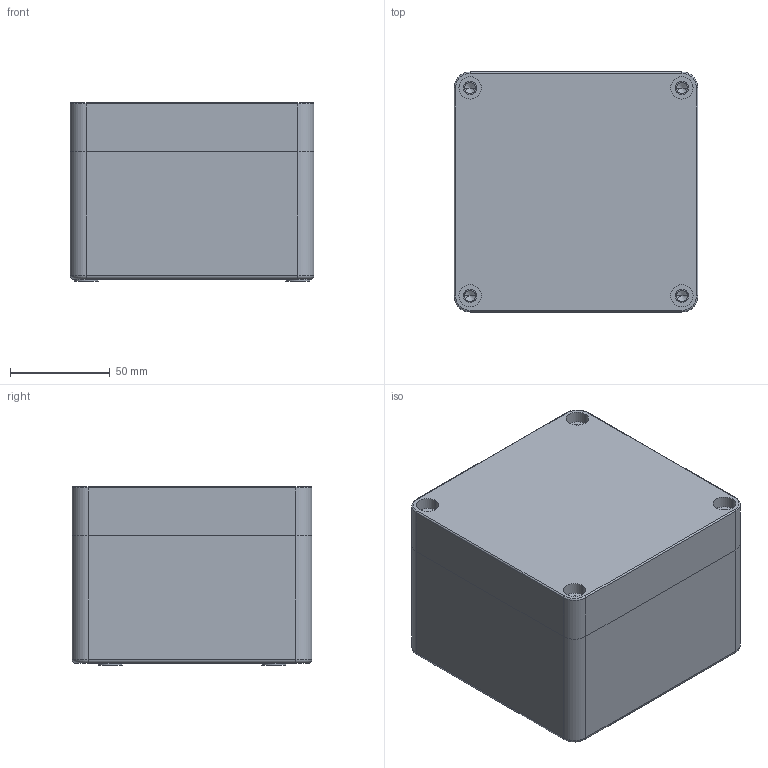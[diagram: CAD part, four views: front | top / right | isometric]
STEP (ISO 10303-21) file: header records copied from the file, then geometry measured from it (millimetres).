
FILE_DESCRIPTION((''),'2;1');
FILE_NAME('MGRP121209_ASM','2018-06-07T',('kjell_andersson'),(''),'CREO PARAMETRIC BY PTC INC, 2015290','CREO PARAMETRIC BY PTC INC, 2015290','');
FILE_SCHEMA(('AUTOMOTIVE_DESIGN { 1 0 10303 214 1 1 1 1 }'));
Length unit declared in the file: millimetre
Products named in the file (3): MGRP121206B; MGRP121203L; MGRP121209_ASM
Assembly tree (2 placements, depth 2):
  MGRP121209_ASM
    MGRP121206B
    MGRP121203L
Bounding box: 122 x 120 x 89.5 mm (x, y, z)
Volume: 361682.7 mm3; surface area: 148930 mm2
Topology: 2 solids, 2 shells, 284 faces, 728 edges, 450 vertices
Faces by surface type: cylinder 140, plane 92, cone 32, torus 20
Entity records: 13145 total; most frequent: DIRECTION 1606, CARTESIAN_POINT 1454, ORIENTED_EDGE 1416, PRESENTATION_STYLE_ASSIGNMENT 710, STYLED_ITEM 710, CURVE_STYLE 708, EDGE_CURVE 708, AXIS2_PLACEMENT_3D 609
